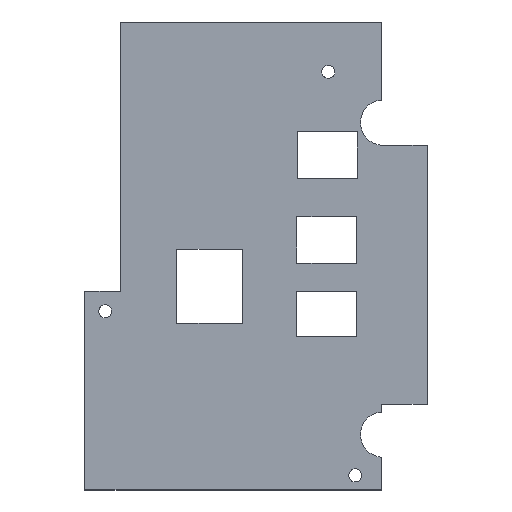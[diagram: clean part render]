
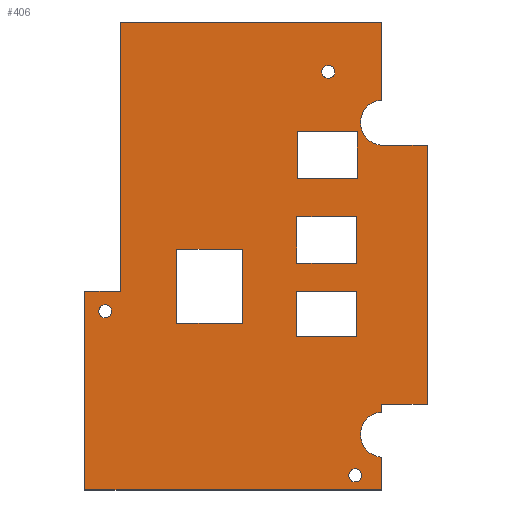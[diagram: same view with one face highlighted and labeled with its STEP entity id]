
A CAD part, top view. The second image highlights one B-rep face of the part: STEP entity #406.
In plain terms, the highlighted planar face has unit normal (0, 0, 1).
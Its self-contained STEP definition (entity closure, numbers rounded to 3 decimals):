
#42 = VERTEX_POINT('',#43);
#43 = CARTESIAN_POINT('',(59.,-15.5,1.6));
#49 = EDGE_CURVE('',#42,#50,#52,.T.);
#50 = VERTEX_POINT('',#51);
#51 = CARTESIAN_POINT('',(59.,-24.5,1.6));
#52 = CIRCLE('',#53,4.507);
#53 = AXIS2_PLACEMENT_3D('',#54,#55,#56);
#54 = CARTESIAN_POINT('',(59.256,-20.,1.6));
#55 = DIRECTION('',(0.,0.,1.));
#56 = DIRECTION('',(-0.057,0.998,0.));
#84 = VERTEX_POINT('',#85);
#85 = CARTESIAN_POINT('',(59.,0.,1.6));
#91 = EDGE_CURVE('',#84,#42,#92,.T.);
#92 = LINE('',#93,#94);
#93 = CARTESIAN_POINT('',(59.,0.,1.6));
#94 = VECTOR('',#95,1.);
#95 = DIRECTION('',(0.,-1.,0.));
#113 = EDGE_CURVE('',#50,#114,#116,.T.);
#114 = VERTEX_POINT('',#115);
#115 = CARTESIAN_POINT('',(68.,-24.5,1.6));
#116 = LINE('',#117,#118);
#117 = CARTESIAN_POINT('',(59.,-24.5,1.6));
#118 = VECTOR('',#119,1.);
#119 = DIRECTION('',(1.,0.,0.));
#406 = ADVANCED_FACE('',(#407,#499,#510,#544,#555,#589,#623,#657),#668,
  .T.);
#407 = FACE_BOUND('',#408,.T.);
#408 = EDGE_LOOP('',(#409,#410,#411,#419,#427,#435,#443,#451,#459,#467,
    #476,#484,#492,#498));
#409 = ORIENTED_EDGE('',*,*,#49,.F.);
#410 = ORIENTED_EDGE('',*,*,#91,.F.);
#411 = ORIENTED_EDGE('',*,*,#412,.F.);
#412 = EDGE_CURVE('',#413,#84,#415,.T.);
#413 = VERTEX_POINT('',#414);
#414 = CARTESIAN_POINT('',(24.,0.,1.6));
#415 = LINE('',#416,#417);
#416 = CARTESIAN_POINT('',(24.,0.,1.6));
#417 = VECTOR('',#418,1.);
#418 = DIRECTION('',(1.,0.,0.));
#419 = ORIENTED_EDGE('',*,*,#420,.F.);
#420 = EDGE_CURVE('',#421,#413,#423,.T.);
#421 = VERTEX_POINT('',#422);
#422 = CARTESIAN_POINT('',(7.,0.,1.6));
#423 = LINE('',#424,#425);
#424 = CARTESIAN_POINT('',(7.,0.,1.6));
#425 = VECTOR('',#426,1.);
#426 = DIRECTION('',(1.,0.,0.));
#427 = ORIENTED_EDGE('',*,*,#428,.F.);
#428 = EDGE_CURVE('',#429,#421,#431,.T.);
#429 = VERTEX_POINT('',#430);
#430 = CARTESIAN_POINT('',(7.,-53.5,1.6));
#431 = LINE('',#432,#433);
#432 = CARTESIAN_POINT('',(7.,-53.5,1.6));
#433 = VECTOR('',#434,1.);
#434 = DIRECTION('',(0.,1.,0.));
#435 = ORIENTED_EDGE('',*,*,#436,.F.);
#436 = EDGE_CURVE('',#437,#429,#439,.T.);
#437 = VERTEX_POINT('',#438);
#438 = CARTESIAN_POINT('',(0.,-53.5,1.6));
#439 = LINE('',#440,#441);
#440 = CARTESIAN_POINT('',(0.,-53.5,1.6));
#441 = VECTOR('',#442,1.);
#442 = DIRECTION('',(1.,0.,0.));
#443 = ORIENTED_EDGE('',*,*,#444,.F.);
#444 = EDGE_CURVE('',#445,#437,#447,.T.);
#445 = VERTEX_POINT('',#446);
#446 = CARTESIAN_POINT('',(0.,-93.,1.6));
#447 = LINE('',#448,#449);
#448 = CARTESIAN_POINT('',(0.,-93.,1.6));
#449 = VECTOR('',#450,1.);
#450 = DIRECTION('',(0.,1.,0.));
#451 = ORIENTED_EDGE('',*,*,#452,.F.);
#452 = EDGE_CURVE('',#453,#445,#455,.T.);
#453 = VERTEX_POINT('',#454);
#454 = CARTESIAN_POINT('',(59.,-93.,1.6));
#455 = LINE('',#456,#457);
#456 = CARTESIAN_POINT('',(59.,-93.,1.6));
#457 = VECTOR('',#458,1.);
#458 = DIRECTION('',(-1.,0.,0.));
#459 = ORIENTED_EDGE('',*,*,#460,.F.);
#460 = EDGE_CURVE('',#461,#453,#463,.T.);
#461 = VERTEX_POINT('',#462);
#462 = CARTESIAN_POINT('',(59.,-86.5,1.6));
#463 = LINE('',#464,#465);
#464 = CARTESIAN_POINT('',(59.,-86.5,1.6));
#465 = VECTOR('',#466,1.);
#466 = DIRECTION('',(0.,-1.,0.));
#467 = ORIENTED_EDGE('',*,*,#468,.F.);
#468 = EDGE_CURVE('',#469,#461,#471,.T.);
#469 = VERTEX_POINT('',#470);
#470 = CARTESIAN_POINT('',(59.,-77.5,1.6));
#471 = CIRCLE('',#472,4.507);
#472 = AXIS2_PLACEMENT_3D('',#473,#474,#475);
#473 = CARTESIAN_POINT('',(59.256,-82.,1.6));
#474 = DIRECTION('',(0.,0.,1.));
#475 = DIRECTION('',(-0.057,0.998,0.));
#476 = ORIENTED_EDGE('',*,*,#477,.F.);
#477 = EDGE_CURVE('',#478,#469,#480,.T.);
#478 = VERTEX_POINT('',#479);
#479 = CARTESIAN_POINT('',(59.,-76.,1.6));
#480 = LINE('',#481,#482);
#481 = CARTESIAN_POINT('',(59.,-76.,1.6));
#482 = VECTOR('',#483,1.);
#483 = DIRECTION('',(0.,-1.,0.));
#484 = ORIENTED_EDGE('',*,*,#485,.F.);
#485 = EDGE_CURVE('',#486,#478,#488,.T.);
#486 = VERTEX_POINT('',#487);
#487 = CARTESIAN_POINT('',(68.,-76.,1.6));
#488 = LINE('',#489,#490);
#489 = CARTESIAN_POINT('',(68.,-76.,1.6));
#490 = VECTOR('',#491,1.);
#491 = DIRECTION('',(-1.,0.,0.));
#492 = ORIENTED_EDGE('',*,*,#493,.F.);
#493 = EDGE_CURVE('',#114,#486,#494,.T.);
#494 = LINE('',#495,#496);
#495 = CARTESIAN_POINT('',(68.,-24.5,1.6));
#496 = VECTOR('',#497,1.);
#497 = DIRECTION('',(0.,-1.,0.));
#498 = ORIENTED_EDGE('',*,*,#113,.F.);
#499 = FACE_BOUND('',#500,.T.);
#500 = EDGE_LOOP('',(#501));
#501 = ORIENTED_EDGE('',*,*,#502,.T.);
#502 = EDGE_CURVE('',#503,#503,#505,.T.);
#503 = VERTEX_POINT('',#504);
#504 = CARTESIAN_POINT('',(4.032,-58.778,1.6));
#505 = CIRCLE('',#506,1.3);
#506 = AXIS2_PLACEMENT_3D('',#507,#508,#509);
#507 = CARTESIAN_POINT('',(4.032,-57.478,1.6));
#508 = DIRECTION('',(-0.,0.,-1.));
#509 = DIRECTION('',(-0.,-1.,0.));
#510 = FACE_BOUND('',#511,.T.);
#511 = EDGE_LOOP('',(#512,#522,#530,#538));
#512 = ORIENTED_EDGE('',*,*,#513,.F.);
#513 = EDGE_CURVE('',#514,#516,#518,.T.);
#514 = VERTEX_POINT('',#515);
#515 = CARTESIAN_POINT('',(18.285,-59.9,1.6));
#516 = VERTEX_POINT('',#517);
#517 = CARTESIAN_POINT('',(31.25,-59.9,1.6));
#518 = LINE('',#519,#520);
#519 = CARTESIAN_POINT('',(18.285,-59.9,1.6));
#520 = VECTOR('',#521,1.);
#521 = DIRECTION('',(1.,0.,0.));
#522 = ORIENTED_EDGE('',*,*,#523,.F.);
#523 = EDGE_CURVE('',#524,#514,#526,.T.);
#524 = VERTEX_POINT('',#525);
#525 = CARTESIAN_POINT('',(18.285,-45.15,1.6));
#526 = LINE('',#527,#528);
#527 = CARTESIAN_POINT('',(18.285,-45.15,1.6));
#528 = VECTOR('',#529,1.);
#529 = DIRECTION('',(0.,-1.,0.));
#530 = ORIENTED_EDGE('',*,*,#531,.F.);
#531 = EDGE_CURVE('',#532,#524,#534,.T.);
#532 = VERTEX_POINT('',#533);
#533 = CARTESIAN_POINT('',(31.25,-45.15,1.6));
#534 = LINE('',#535,#536);
#535 = CARTESIAN_POINT('',(31.25,-45.15,1.6));
#536 = VECTOR('',#537,1.);
#537 = DIRECTION('',(-1.,0.,0.));
#538 = ORIENTED_EDGE('',*,*,#539,.F.);
#539 = EDGE_CURVE('',#516,#532,#540,.T.);
#540 = LINE('',#541,#542);
#541 = CARTESIAN_POINT('',(31.25,-59.9,1.6));
#542 = VECTOR('',#543,1.);
#543 = DIRECTION('',(0.,1.,0.));
#544 = FACE_BOUND('',#545,.T.);
#545 = EDGE_LOOP('',(#546));
#546 = ORIENTED_EDGE('',*,*,#547,.T.);
#547 = EDGE_CURVE('',#548,#548,#550,.T.);
#548 = VERTEX_POINT('',#549);
#549 = CARTESIAN_POINT('',(53.714,-91.392,1.6));
#550 = CIRCLE('',#551,1.3);
#551 = AXIS2_PLACEMENT_3D('',#552,#553,#554);
#552 = CARTESIAN_POINT('',(53.714,-90.092,1.6));
#553 = DIRECTION('',(-0.,0.,-1.));
#554 = DIRECTION('',(-0.,-1.,0.));
#555 = FACE_BOUND('',#556,.T.);
#556 = EDGE_LOOP('',(#557,#567,#575,#583));
#557 = ORIENTED_EDGE('',*,*,#558,.F.);
#558 = EDGE_CURVE('',#559,#561,#563,.T.);
#559 = VERTEX_POINT('',#560);
#560 = CARTESIAN_POINT('',(42.081,-62.507,1.6));
#561 = VERTEX_POINT('',#562);
#562 = CARTESIAN_POINT('',(54.07,-62.507,1.6));
#563 = LINE('',#564,#565);
#564 = CARTESIAN_POINT('',(42.081,-62.507,1.6));
#565 = VECTOR('',#566,1.);
#566 = DIRECTION('',(1.,0.,0.));
#567 = ORIENTED_EDGE('',*,*,#568,.F.);
#568 = EDGE_CURVE('',#569,#559,#571,.T.);
#569 = VERTEX_POINT('',#570);
#570 = CARTESIAN_POINT('',(42.081,-53.49,1.6));
#571 = LINE('',#572,#573);
#572 = CARTESIAN_POINT('',(42.081,-53.49,1.6));
#573 = VECTOR('',#574,1.);
#574 = DIRECTION('',(0.,-1.,0.));
#575 = ORIENTED_EDGE('',*,*,#576,.F.);
#576 = EDGE_CURVE('',#577,#569,#579,.T.);
#577 = VERTEX_POINT('',#578);
#578 = CARTESIAN_POINT('',(54.07,-53.49,1.6));
#579 = LINE('',#580,#581);
#580 = CARTESIAN_POINT('',(54.07,-53.49,1.6));
#581 = VECTOR('',#582,1.);
#582 = DIRECTION('',(-1.,0.,0.));
#583 = ORIENTED_EDGE('',*,*,#584,.F.);
#584 = EDGE_CURVE('',#561,#577,#585,.T.);
#585 = LINE('',#586,#587);
#586 = CARTESIAN_POINT('',(54.07,-62.507,1.6));
#587 = VECTOR('',#588,1.);
#588 = DIRECTION('',(0.,1.,0.));
#589 = FACE_BOUND('',#590,.T.);
#590 = EDGE_LOOP('',(#591,#601,#609,#617));
#591 = ORIENTED_EDGE('',*,*,#592,.F.);
#592 = EDGE_CURVE('',#593,#595,#597,.T.);
#593 = VERTEX_POINT('',#594);
#594 = CARTESIAN_POINT('',(42.107,-47.928,1.6));
#595 = VERTEX_POINT('',#596);
#596 = CARTESIAN_POINT('',(53.994,-47.928,1.6));
#597 = LINE('',#598,#599);
#598 = CARTESIAN_POINT('',(42.107,-47.928,1.6));
#599 = VECTOR('',#600,1.);
#600 = DIRECTION('',(1.,0.,0.));
#601 = ORIENTED_EDGE('',*,*,#602,.F.);
#602 = EDGE_CURVE('',#603,#593,#605,.T.);
#603 = VERTEX_POINT('',#604);
#604 = CARTESIAN_POINT('',(42.107,-38.682,1.6));
#605 = LINE('',#606,#607);
#606 = CARTESIAN_POINT('',(42.107,-38.682,1.6));
#607 = VECTOR('',#608,1.);
#608 = DIRECTION('',(0.,-1.,0.));
#609 = ORIENTED_EDGE('',*,*,#610,.F.);
#610 = EDGE_CURVE('',#611,#603,#613,.T.);
#611 = VERTEX_POINT('',#612);
#612 = CARTESIAN_POINT('',(53.994,-38.682,1.6));
#613 = LINE('',#614,#615);
#614 = CARTESIAN_POINT('',(53.994,-38.682,1.6));
#615 = VECTOR('',#616,1.);
#616 = DIRECTION('',(-1.,0.,0.));
#617 = ORIENTED_EDGE('',*,*,#618,.F.);
#618 = EDGE_CURVE('',#595,#611,#619,.T.);
#619 = LINE('',#620,#621);
#620 = CARTESIAN_POINT('',(53.994,-47.928,1.6));
#621 = VECTOR('',#622,1.);
#622 = DIRECTION('',(0.,1.,0.));
#623 = FACE_BOUND('',#624,.T.);
#624 = EDGE_LOOP('',(#625,#635,#643,#651));
#625 = ORIENTED_EDGE('',*,*,#626,.F.);
#626 = EDGE_CURVE('',#627,#629,#631,.T.);
#627 = VERTEX_POINT('',#628);
#628 = CARTESIAN_POINT('',(42.183,-31.037,1.6));
#629 = VERTEX_POINT('',#630);
#630 = CARTESIAN_POINT('',(54.121,-31.037,1.6));
#631 = LINE('',#632,#633);
#632 = CARTESIAN_POINT('',(42.183,-31.037,1.6));
#633 = VECTOR('',#634,1.);
#634 = DIRECTION('',(1.,0.,0.));
#635 = ORIENTED_EDGE('',*,*,#636,.F.);
#636 = EDGE_CURVE('',#637,#627,#639,.T.);
#637 = VERTEX_POINT('',#638);
#638 = CARTESIAN_POINT('',(42.183,-21.842,1.6));
#639 = LINE('',#640,#641);
#640 = CARTESIAN_POINT('',(42.183,-21.842,1.6));
#641 = VECTOR('',#642,1.);
#642 = DIRECTION('',(0.,-1.,0.));
#643 = ORIENTED_EDGE('',*,*,#644,.F.);
#644 = EDGE_CURVE('',#645,#637,#647,.T.);
#645 = VERTEX_POINT('',#646);
#646 = CARTESIAN_POINT('',(54.121,-21.842,1.6));
#647 = LINE('',#648,#649);
#648 = CARTESIAN_POINT('',(54.121,-21.842,1.6));
#649 = VECTOR('',#650,1.);
#650 = DIRECTION('',(-1.,0.,0.));
#651 = ORIENTED_EDGE('',*,*,#652,.F.);
#652 = EDGE_CURVE('',#629,#645,#653,.T.);
#653 = LINE('',#654,#655);
#654 = CARTESIAN_POINT('',(54.121,-31.037,1.6));
#655 = VECTOR('',#656,1.);
#656 = DIRECTION('',(0.,1.,0.));
#657 = FACE_BOUND('',#658,.T.);
#658 = EDGE_LOOP('',(#659));
#659 = ORIENTED_EDGE('',*,*,#660,.T.);
#660 = EDGE_CURVE('',#661,#661,#663,.T.);
#661 = VERTEX_POINT('',#662);
#662 = CARTESIAN_POINT('',(48.355,-11.204,1.6));
#663 = CIRCLE('',#664,1.3);
#664 = AXIS2_PLACEMENT_3D('',#665,#666,#667);
#665 = CARTESIAN_POINT('',(48.355,-9.904,1.6));
#666 = DIRECTION('',(-0.,0.,-1.));
#667 = DIRECTION('',(0.,-1.,0.));
#668 = PLANE('',#669);
#669 = AXIS2_PLACEMENT_3D('',#670,#671,#672);
#670 = CARTESIAN_POINT('',(0.,0.,1.6));
#671 = DIRECTION('',(0.,0.,1.));
#672 = DIRECTION('',(1.,0.,-0.));
